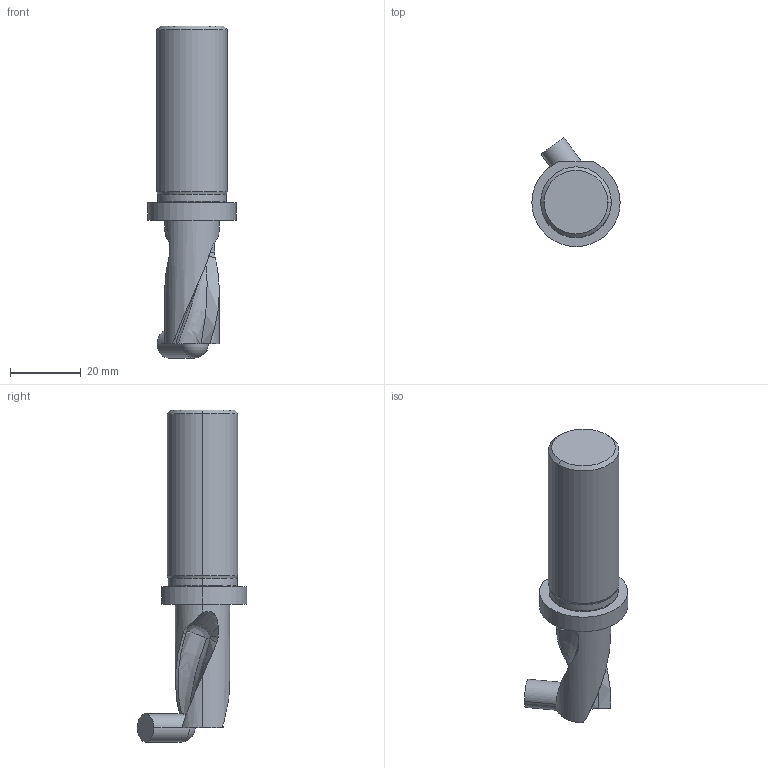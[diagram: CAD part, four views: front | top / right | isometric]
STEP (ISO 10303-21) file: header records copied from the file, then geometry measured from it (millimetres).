
FILE_DESCRIPTION (( 'STEP AP203' ), '1' );
FILE_NAME ('Versuch2.STEP', '2016-10-17T12:30:10', ( 'Grathwohl' ), ( '' ), 'SwSTEP 2.0', 'SolidWorks 2016', '' );
FILE_SCHEMA (( 'CONFIG_CONTROL_DESIGN' ));
Length unit declared in the file: millimetre
Products named in the file (1): Versuch2
Bounding box: 25 x 31 x 94 mm (x, y, z)
Volume: 23133.8 mm3; surface area: 6729.9 mm2
Topology: 2 solids, 2 shells, 51 faces, 132 edges, 85 vertices
Faces by surface type: bspline 20, cylinder 17, plane 8, cone 4, sphere 2
Entity records: 4410 total; most frequent: CARTESIAN_POINT 3287, ORIENTED_EDGE 256, DIRECTION 162, EDGE_CURVE 128, VERTEX_POINT 83, AXIS2_PLACEMENT_3D 68, B_SPLINE_CURVE_WITH_KNOTS 57, EDGE_LOOP 53
